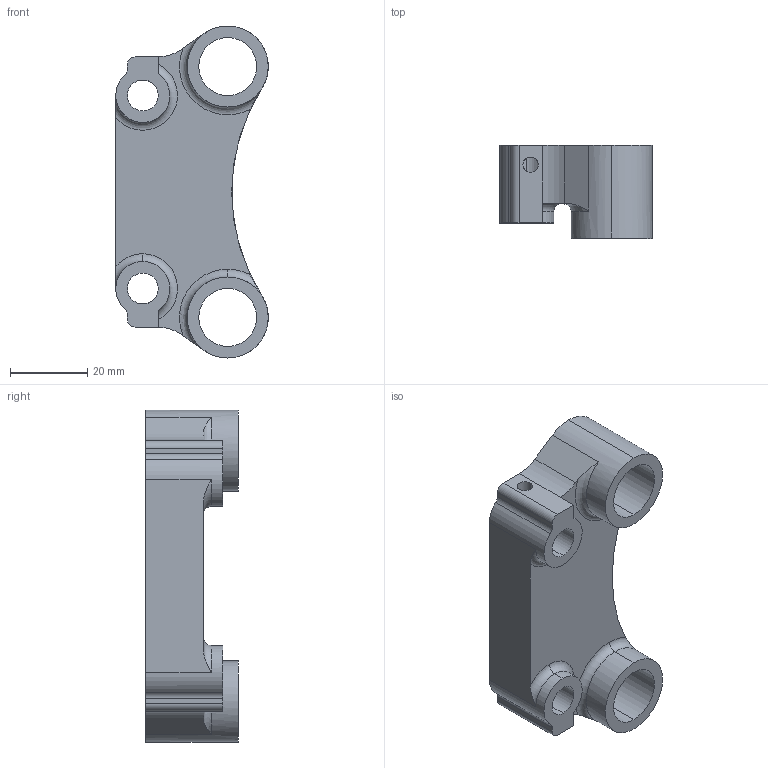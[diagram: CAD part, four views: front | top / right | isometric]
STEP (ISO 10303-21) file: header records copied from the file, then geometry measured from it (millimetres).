
FILE_DESCRIPTION (( 'STEP AP214' ), '1' );
FILE_NAME ('vertical_slider_down.STEP', '2025-01-12T00:10:19', ( '' ), ( '' ), 'SwSTEP 2.0', 'SolidWorks 2024', '' );
FILE_SCHEMA (( 'AUTOMOTIVE_DESIGN' ));
Length unit declared in the file: millimetre
Products named in the file (1): vertical_slider_down
Bounding box: 39.5 x 24 x 86 mm (x, y, z)
Volume: 36706.8 mm3; surface area: 12717.2 mm2
Topology: 1 solids, 1 shells, 47 faces, 137 edges, 90 vertices
Faces by surface type: cylinder 26, plane 15, torus 6
Entity records: 1778 total; most frequent: CARTESIAN_POINT 457, DIRECTION 279, ORIENTED_EDGE 274, EDGE_CURVE 137, AXIS2_PLACEMENT_3D 110, VERTEX_POINT 90, CIRCLE 62, VECTOR 59
